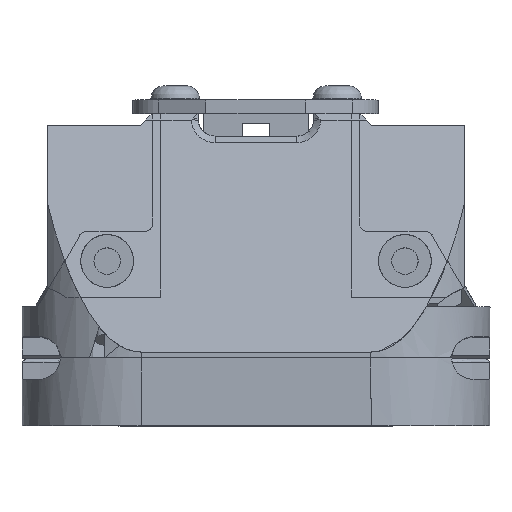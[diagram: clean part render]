
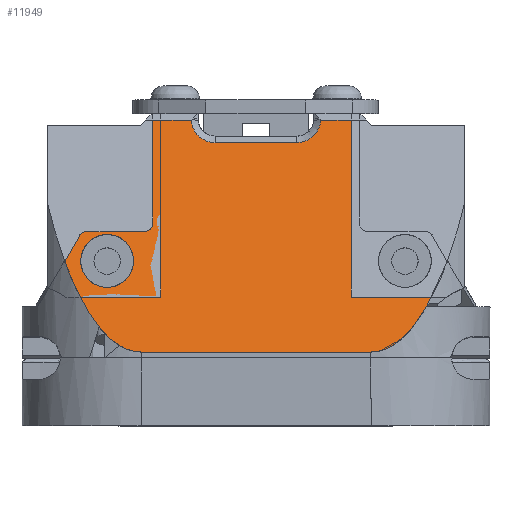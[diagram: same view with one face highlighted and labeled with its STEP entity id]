
A CAD part, top view. The second image highlights one B-rep face of the part: STEP entity #11949.
In plain terms, the highlighted face is planar.
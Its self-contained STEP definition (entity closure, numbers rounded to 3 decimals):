
#211=FACE_BOUND('',#1523,.T.);
#212=FACE_BOUND('',#1524,.T.);
#331=PLANE('',#12787);
#830=FACE_OUTER_BOUND('',#1522,.T.);
#1522=EDGE_LOOP('',(#8580,#8581,#8582,#8583,#8584,#8585,#8586,#8587,#8588,
#8589,#8590,#8591,#8592,#8593,#8594,#8595,#8596,#8597));
#1523=EDGE_LOOP('',(#8598));
#1524=EDGE_LOOP('',(#8599));
#2211=B_SPLINE_CURVE_WITH_KNOTS('',3,(#17661,#17662,#17663,#17664,#17665),
 .UNSPECIFIED.,.F.,.F.,(4,1,4),(0.,0.673,1.528),
 .UNSPECIFIED.);
#2212=B_SPLINE_CURVE_WITH_KNOTS('',3,(#17669,#17670,#17671,#17672,#17673),
 .UNSPECIFIED.,.F.,.F.,(4,1,4),(-1.528,-0.898,0.),
 .UNSPECIFIED.);
#2447=LINE('',#17579,#3782);
#2457=LINE('',#17606,#3792);
#2461=LINE('',#17634,#3796);
#2466=LINE('',#17655,#3801);
#2467=LINE('',#17657,#3802);
#2468=LINE('',#17659,#3803);
#2469=LINE('',#17667,#3804);
#2470=LINE('',#17675,#3805);
#2471=LINE('',#17676,#3806);
#2472=LINE('',#17678,#3807);
#2473=LINE('',#17680,#3808);
#2474=LINE('',#17684,#3809);
#3782=VECTOR('',#14100,10.);
#3792=VECTOR('',#14120,10.);
#3796=VECTOR('',#14132,10.);
#3801=VECTOR('',#14141,10.);
#3802=VECTOR('',#14144,10.);
#3803=VECTOR('',#14145,10.);
#3804=VECTOR('',#14146,10.);
#3805=VECTOR('',#14147,10.);
#3806=VECTOR('',#14148,10.);
#3807=VECTOR('',#14149,10.);
#3808=VECTOR('',#14150,10.);
#3809=VECTOR('',#14153,10.);
#4950=ELLIPSE('',#12774,1.046,1.);
#4952=ELLIPSE('',#12778,1.046,1.);
#4955=ELLIPSE('',#12788,47.885,14.);
#4956=ELLIPSE('',#12789,47.885,14.);
#4957=ELLIPSE('',#12790,3.242,3.1);
#4958=ELLIPSE('',#12791,3.242,3.1);
#5465=VERTEX_POINT('',#17567);
#5466=VERTEX_POINT('',#17569);
#5469=VERTEX_POINT('',#17577);
#5472=VERTEX_POINT('',#17584);
#5473=VERTEX_POINT('',#17586);
#5481=VERTEX_POINT('',#17604);
#5488=VERTEX_POINT('',#17631);
#5489=VERTEX_POINT('',#17633);
#5494=VERTEX_POINT('',#17653);
#5495=VERTEX_POINT('',#17658);
#5496=VERTEX_POINT('',#17660);
#5497=VERTEX_POINT('',#17666);
#5498=VERTEX_POINT('',#17668);
#5499=VERTEX_POINT('',#17674);
#5500=VERTEX_POINT('',#17677);
#5501=VERTEX_POINT('',#17679);
#5502=VERTEX_POINT('',#17681);
#5503=VERTEX_POINT('',#17683);
#5504=VERTEX_POINT('',#17686);
#5505=VERTEX_POINT('',#17688);
#6656=EDGE_CURVE('',#5465,#5466,#4950,.T.);
#6661=EDGE_CURVE('',#5465,#5469,#2447,.T.);
#6664=EDGE_CURVE('',#5472,#5473,#4952,.T.);
#6674=EDGE_CURVE('',#5472,#5481,#2457,.T.);
#6681=EDGE_CURVE('',#5488,#5489,#2461,.T.);
#6688=EDGE_CURVE('',#5488,#5494,#2466,.T.);
#6689=EDGE_CURVE('',#5494,#5466,#2467,.T.);
#6690=EDGE_CURVE('',#5495,#5469,#2468,.T.);
#6691=EDGE_CURVE('',#5496,#5495,#2211,.T.);
#6692=EDGE_CURVE('',#5497,#5496,#2469,.T.);
#6693=EDGE_CURVE('',#5498,#5497,#2212,.T.);
#6694=EDGE_CURVE('',#5499,#5498,#2470,.T.);
#6695=EDGE_CURVE('',#5499,#5473,#2471,.T.);
#6696=EDGE_CURVE('',#5500,#5481,#2472,.T.);
#6697=EDGE_CURVE('',#5501,#5500,#2473,.T.);
#6698=EDGE_CURVE('',#5502,#5501,#4955,.T.);
#6699=EDGE_CURVE('',#5503,#5502,#2474,.T.);
#6700=EDGE_CURVE('',#5489,#5503,#4956,.T.);
#6701=EDGE_CURVE('',#5504,#5504,#4957,.T.);
#6702=EDGE_CURVE('',#5505,#5505,#4958,.T.);
#8580=ORIENTED_EDGE('',*,*,#6688,.T.);
#8581=ORIENTED_EDGE('',*,*,#6689,.T.);
#8582=ORIENTED_EDGE('',*,*,#6656,.F.);
#8583=ORIENTED_EDGE('',*,*,#6661,.T.);
#8584=ORIENTED_EDGE('',*,*,#6690,.F.);
#8585=ORIENTED_EDGE('',*,*,#6691,.F.);
#8586=ORIENTED_EDGE('',*,*,#6692,.F.);
#8587=ORIENTED_EDGE('',*,*,#6693,.F.);
#8588=ORIENTED_EDGE('',*,*,#6694,.F.);
#8589=ORIENTED_EDGE('',*,*,#6695,.T.);
#8590=ORIENTED_EDGE('',*,*,#6664,.F.);
#8591=ORIENTED_EDGE('',*,*,#6674,.T.);
#8592=ORIENTED_EDGE('',*,*,#6696,.F.);
#8593=ORIENTED_EDGE('',*,*,#6697,.F.);
#8594=ORIENTED_EDGE('',*,*,#6698,.F.);
#8595=ORIENTED_EDGE('',*,*,#6699,.F.);
#8596=ORIENTED_EDGE('',*,*,#6700,.F.);
#8597=ORIENTED_EDGE('',*,*,#6681,.F.);
#8598=ORIENTED_EDGE('',*,*,#6701,.T.);
#8599=ORIENTED_EDGE('',*,*,#6702,.T.);
#11949=ADVANCED_FACE('',(#830,#211,#212),#331,.F.);
#12774=AXIS2_PLACEMENT_3D('',#17570,#14092,#14093);
#12778=AXIS2_PLACEMENT_3D('',#17587,#14106,#14107);
#12787=AXIS2_PLACEMENT_3D('',#17656,#14142,#14143);
#12788=AXIS2_PLACEMENT_3D('',#17682,#14151,#14152);
#12789=AXIS2_PLACEMENT_3D('',#17685,#14154,#14155);
#12790=AXIS2_PLACEMENT_3D('',#17687,#14156,#14157);
#12791=AXIS2_PLACEMENT_3D('',#17689,#14158,#14159);
#14092=DIRECTION('center_axis',(0.,-0.956,
0.292));
#14093=DIRECTION('ref_axis',(0.,-0.292,-0.956));
#14100=DIRECTION('',(0.,0.292,0.956));
#14106=DIRECTION('center_axis',(0.,-0.956,
0.292));
#14107=DIRECTION('ref_axis',(0.,-0.292,-0.956));
#14120=DIRECTION('',(-1.,0.,0.));
#14132=DIRECTION('',(0.48,-0.257,-0.839));
#14141=DIRECTION('',(-0.855,0.152,0.496));
#14142=DIRECTION('center_axis',(0.,0.956,
-0.292));
#14143=DIRECTION('ref_axis',(-1.,0.,0.));
#14144=DIRECTION('',(-1.,0.,0.));
#14145=DIRECTION('',(1.,0.,0.));
#14146=DIRECTION('',(1.,0.,0.));
#14147=DIRECTION('',(1.,0.,0.));
#14148=DIRECTION('',(0.,-0.292,-0.956));
#14149=DIRECTION('',(0.855,0.152,0.496));
#14150=DIRECTION('',(0.48,0.257,0.839));
#14151=DIRECTION('center_axis',(0.,0.956,
-0.292));
#14152=DIRECTION('ref_axis',(0.,-0.292,-0.956));
#14153=DIRECTION('',(-1.,0.,0.));
#14154=DIRECTION('center_axis',(0.,0.956,
-0.292));
#14155=DIRECTION('ref_axis',(0.,-0.292,-0.956));
#14156=DIRECTION('center_axis',(0.,0.956,
-0.292));
#14157=DIRECTION('ref_axis',(0.,-0.292,-0.956));
#14158=DIRECTION('center_axis',(0.,0.956,
-0.292));
#14159=DIRECTION('ref_axis',(0.,0.292,0.956));
#17567=CARTESIAN_POINT('',(12.14,-142.222,86.526));
#17569=CARTESIAN_POINT('',(13.14,-142.528,85.526));
#17570=CARTESIAN_POINT('Origin',(13.14,-142.222,86.526));
#17577=CARTESIAN_POINT('',(12.14,-138.519,98.637));
#17579=CARTESIAN_POINT('',(12.14,-139.69,94.807));
#17584=CARTESIAN_POINT('',(-13.14,-142.528,85.526));
#17586=CARTESIAN_POINT('',(-12.14,-142.222,86.526));
#17587=CARTESIAN_POINT('Origin',(-13.14,-142.222,86.526));
#17604=CARTESIAN_POINT('',(-20.107,-142.528,85.526));
#17606=CARTESIAN_POINT('',(8.599,-142.528,85.526));
#17631=CARTESIAN_POINT('',(20.61,-142.617,85.234));
#17633=CARTESIAN_POINT('',(22.465,-143.61,81.987));
#17634=CARTESIAN_POINT('',(13.783,-138.965,97.18));
#17653=CARTESIAN_POINT('',(20.106,-142.528,85.526));
#17655=CARTESIAN_POINT('',(8.695,-140.503,92.148));
#17656=CARTESIAN_POINT('Origin',(-0.003,-139.951,
93.955));
#17657=CARTESIAN_POINT('',(8.599,-142.528,85.526));
#17658=CARTESIAN_POINT('',(7.61,-138.519,98.637));
#17659=CARTESIAN_POINT('',(-0.001,-138.519,98.637));
#17660=CARTESIAN_POINT('',(4.812,-139.329,95.988));
#17661=CARTESIAN_POINT('Ctrl Pts',(4.812,-139.329,95.988));
#17662=CARTESIAN_POINT('Ctrl Pts',(5.449,-139.329,95.988));
#17663=CARTESIAN_POINT('Ctrl Pts',(6.89,-139.173,96.498));
#17664=CARTESIAN_POINT('Ctrl Pts',(7.575,-138.757,97.86));
#17665=CARTESIAN_POINT('Ctrl Pts',(7.609,-138.519,98.637));
#17666=CARTESIAN_POINT('',(-4.812,-139.329,95.988));
#17667=CARTESIAN_POINT('',(-5.294,-139.329,95.988));
#17668=CARTESIAN_POINT('',(-7.61,-138.519,98.637));
#17669=CARTESIAN_POINT('Ctrl Pts',(-7.61,-138.519,
98.637));
#17670=CARTESIAN_POINT('Ctrl Pts',(-7.585,-138.695,
98.063));
#17671=CARTESIAN_POINT('Ctrl Pts',(-7.079,-139.116,96.685));
#17672=CARTESIAN_POINT('Ctrl Pts',(-5.661,-139.329,
95.988));
#17673=CARTESIAN_POINT('Ctrl Pts',(-4.812,-139.329,
95.988));
#17674=CARTESIAN_POINT('',(-12.14,-138.519,98.637));
#17675=CARTESIAN_POINT('',(-0.001,-138.519,98.637));
#17676=CARTESIAN_POINT('',(-12.14,-139.69,94.807));
#17677=CARTESIAN_POINT('',(-20.618,-142.618,85.229));
#17678=CARTESIAN_POINT('',(-8.698,-140.503,92.147));
#17679=CARTESIAN_POINT('',(-22.471,-143.61,81.987));
#17680=CARTESIAN_POINT('',(-13.789,-138.965,97.18));
#17681=CARTESIAN_POINT('',(-13.503,-146.859,71.359));
#17682=CARTESIAN_POINT('Origin',(-13.503,-132.859,117.152));
#17683=CARTESIAN_POINT('',(13.497,-146.859,71.359));
#17684=CARTESIAN_POINT('',(-6.753,-146.859,71.359));
#17685=CARTESIAN_POINT('Origin',(13.497,-132.859,117.152));
#17686=CARTESIAN_POINT('',(-14.4,-143.583,82.076));
#17687=CARTESIAN_POINT('Origin',(-17.5,-143.583,82.076));
#17688=CARTESIAN_POINT('',(14.4,-143.583,82.076));
#17689=CARTESIAN_POINT('Origin',(17.5,-143.583,82.076));
